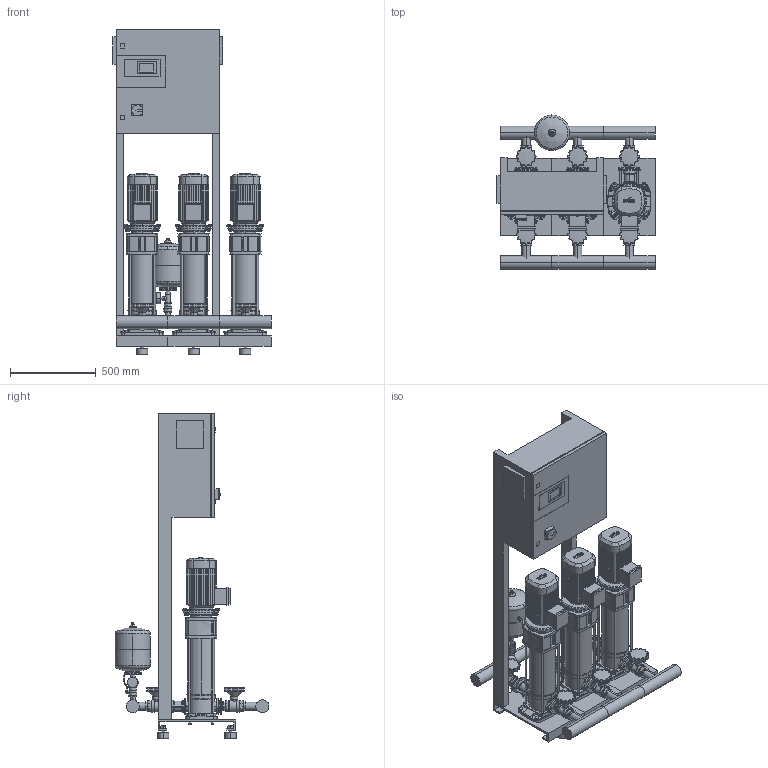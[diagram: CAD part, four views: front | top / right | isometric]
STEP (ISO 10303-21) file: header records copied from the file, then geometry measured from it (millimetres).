
FILE_DESCRIPTION((''),'2;1');
FILE_NAME('3d_CO-3HELIXV1007_K_CC-01-2534109.stp','2016-01-25T09:30:59',(''),(''),'Mechanical Desktop 2009','Mechanical Desktop 2009',', , ');
FILE_SCHEMA(('CONFIG_CONTROL_DESIGN'));
Length unit declared in the file: millimetre
Products named in the file (1): Product
Bounding box: 920 x 895.05 x 1885 mm (x, y, z)
Volume: 195501840.6 mm3; surface area: 9451365.9 mm2
Topology: 153 solids, 153 shells, 4358 faces, 11038 edges, 7200 vertices
Faces by surface type: plane 1680, cylinder 1296, bspline 1046, cone 234, torus 82, sphere 20
Entity records: 141200 total; most frequent: CARTESIAN_POINT 36601, ORIENTED_EDGE 22052, DIRECTION 20920, EDGE_CURVE 11026, AXIS2_PLACEMENT_3D 7213, VERTEX_POINT 7194, VECTOR 6494, LINE 6494
